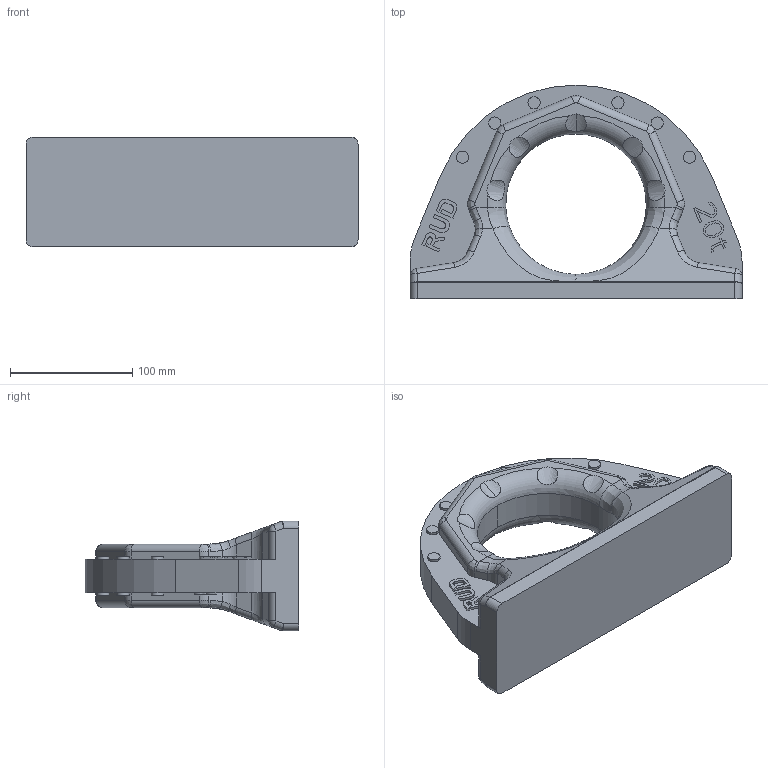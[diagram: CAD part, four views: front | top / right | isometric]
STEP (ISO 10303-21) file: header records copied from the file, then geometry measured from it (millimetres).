
FILE_DESCRIPTION((''),'2;1');
FILE_NAME('001-M34398-P-1','2014-04-03T',('Andreas.Wendler'),(''),'PRO/ENGINEER BY PARAMETRIC TECHNOLOGY CORPORATION, 2010140','PRO/ENGINEER BY PARAMETRIC TECHNOLOGY CORPORATION, 2010140','');
FILE_SCHEMA(('CONFIG_CONTROL_DESIGN'));
Length unit declared in the file: millimetre
Products named in the file (1): 001-M34398-P-1
Bounding box: 272 x 175 x 90 mm (x, y, z)
Volume: 1444870.9 mm3; surface area: 129653.9 mm2
Topology: 1 solids, 1 shells, 400 faces, 1050 edges, 674 vertices
Faces by surface type: plane 249, cylinder 95, bspline 38, extrusion 12, sphere 4, torus 2
Entity records: 14356 total; most frequent: CARTESIAN_POINT 4556, ORIENTED_EDGE 2100, DIRECTION 1916, EDGE_CURVE 1050, VECTOR 768, LINE 756, VERTEX_POINT 674, AXIS2_PLACEMENT_3D 574
